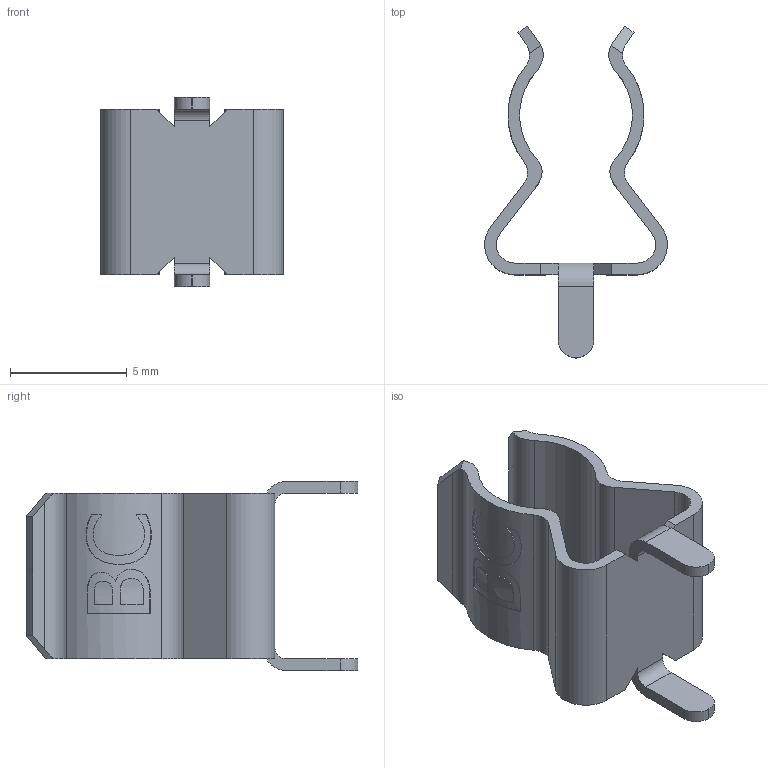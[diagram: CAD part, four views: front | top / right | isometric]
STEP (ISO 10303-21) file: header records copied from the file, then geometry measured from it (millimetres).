
FILE_DESCRIPTION(/* description */ (''),/* implementation_level */ '2;1');
FILE_NAME(/* name */ '01220087Z.stp',/* time_stamp */ '2019-09-17T14:49:21-05:00',/* author */ ('lmartinez4'),/* organization */ (''),/* preprocessor_version */ 'ST-DEVELOPER v17',/* originating_system */ 'Autodesk Inventor 2019',/* authorisation */ '');
FILE_SCHEMA (('AUTOMOTIVE_DESIGN { 1 0 10303 214 3 1 1 }'));
Length unit declared in the file: millimetre
Products named in the file (1): Part2
Bounding box: 7.84 x 14.23 x 8.11 mm (x, y, z)
Volume: 110.3 mm3; surface area: 481.4 mm2
Topology: 1 solids, 1 shells, 136 faces, 384 edges, 256 vertices
Faces by surface type: plane 72, cylinder 34, bspline 30
Entity records: 5219 total; most frequent: CARTESIAN_POINT 1767, ORIENTED_EDGE 768, DIRECTION 630, EDGE_CURVE 384, VERTEX_POINT 256, LINE 232, VECTOR 232, AXIS2_PLACEMENT_3D 199
